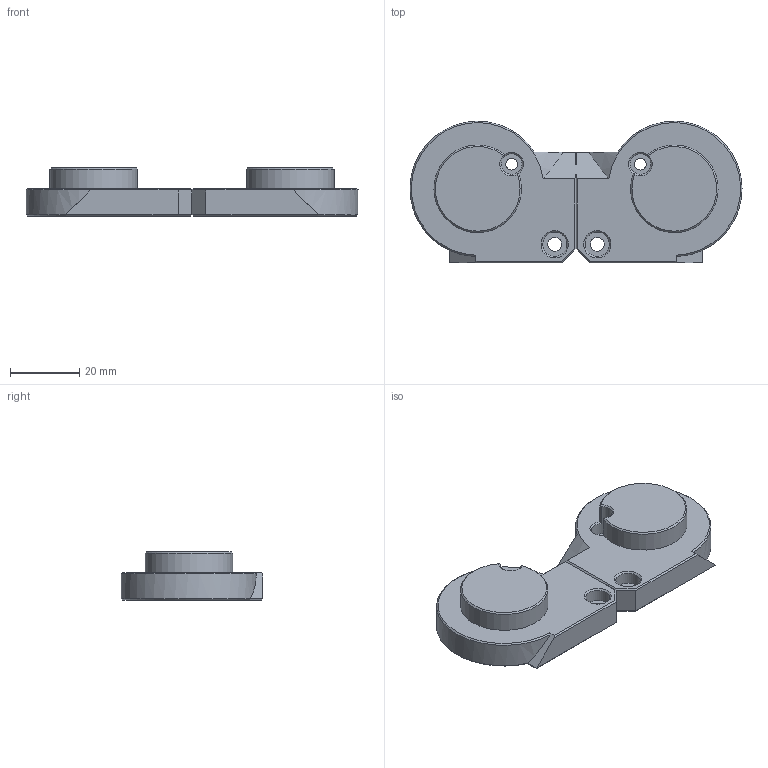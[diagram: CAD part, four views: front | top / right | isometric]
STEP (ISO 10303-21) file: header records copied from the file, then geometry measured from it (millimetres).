
FILE_DESCRIPTION(/* description */ (''),/* implementation_level */ '2;1');
FILE_NAME(/* name */ 'Micron_Hula_G2Z_Feet.step',/* time_stamp */ '2024-07-02T09:38:00-07:00',/* author */ (''),/* organization */ (''),/* preprocessor_version */ 'ST-DEVELOPER v20',/* originating_system */ 'Autodesk Translation Framework v13.14.0.145',/* authorisation */ '');
FILE_SCHEMA (('AUTOMOTIVE_DESIGN { 1 0 10303 214 3 1 1 }'));
Length unit declared in the file: millimetre
Products named in the file (3): (Unsaved); Micron_Hula_G2_Z_Drive_Base_Plate_A; Micron_Hula_G2_Z_Drive_Base_Plate_B
Assembly tree (2 placements, depth 2):
  (Unsaved)
    Micron_Hula_G2_Z_Drive_Base_Plate_A
    Micron_Hula_G2_Z_Drive_Base_Plate_B
Bounding box: 95.64 x 40.79 x 14 mm (x, y, z)
Volume: 29881.1 mm3; surface area: 10314.9 mm2
Topology: 2 solids, 2 shells, 82 faces, 190 edges, 120 vertices
Faces by surface type: plane 46, cone 20, cylinder 16
Full cylindrical faces by diameter (mm): 3.4 x4, 4 x2, 6 x4, 7 x2
Entity records: 2424 total; most frequent: CARTESIAN_POINT 479, DIRECTION 390, ORIENTED_EDGE 380, EDGE_CURVE 190, AXIS2_PLACEMENT_3D 145, VERTEX_POINT 120, LINE 100, VECTOR 100
